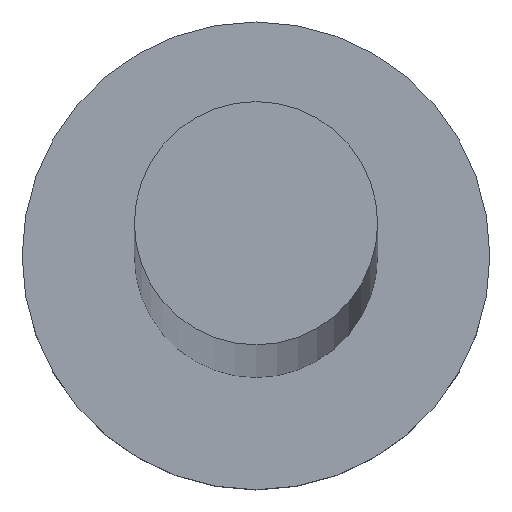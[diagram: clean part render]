
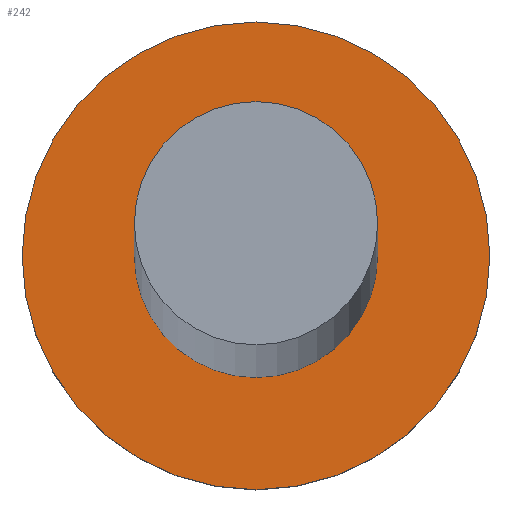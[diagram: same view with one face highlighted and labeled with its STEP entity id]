
A CAD part, top view. The second image highlights one B-rep face of the part: STEP entity #242.
In plain terms, the highlighted planar face has unit normal (0, 0, 1).
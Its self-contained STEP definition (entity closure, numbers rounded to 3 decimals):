
#2 = EDGE_LOOP ( 'NONE', ( #99, #198 ) ) ;
#3 = CARTESIAN_POINT ( 'NONE',  ( 5., 0., 3. ) ) ;
#10 = CIRCLE ( 'NONE', #121, 2.6 ) ;
#12 = FACE_OUTER_BOUND ( 'NONE', #2, .T. ) ;
#17 = EDGE_LOOP ( 'NONE', ( #35, #98 ) ) ;
#21 = AXIS2_PLACEMENT_3D ( 'NONE', #162, #104, #240 ) ;
#22 = DIRECTION ( 'NONE',  ( 1., 0., 0. ) ) ;
#35 = ORIENTED_EDGE ( 'NONE', *, *, #61, .F. ) ;
#42 = CARTESIAN_POINT ( 'NONE',  ( 0., 0., 3. ) ) ;
#55 = AXIS2_PLACEMENT_3D ( 'NONE', #42, #209, #123 ) ;
#61 = EDGE_CURVE ( 'NONE', #142, #155, #156, .T. ) ;
#74 = PLANE ( 'NONE',  #124 ) ;
#82 = DIRECTION ( 'NONE',  ( 0., 0., 1. ) ) ;
#89 = CARTESIAN_POINT ( 'NONE',  ( 0., 0., 3. ) ) ;
#98 = ORIENTED_EDGE ( 'NONE', *, *, #160, .F. ) ;
#99 = ORIENTED_EDGE ( 'NONE', *, *, #132, .T. ) ;
#104 = DIRECTION ( 'NONE',  ( 0., 0., 1. ) ) ;
#106 = DIRECTION ( 'NONE',  ( 1., 0., 0. ) ) ;
#111 = DIRECTION ( 'NONE',  ( 0., 0., 1. ) ) ;
#121 = AXIS2_PLACEMENT_3D ( 'NONE', #125, #128, #106 ) ;
#123 = DIRECTION ( 'NONE',  ( 1., 0., 0. ) ) ;
#124 = AXIS2_PLACEMENT_3D ( 'NONE', #89, #111, #228 ) ;
#125 = CARTESIAN_POINT ( 'NONE',  ( 0., 0., 3. ) ) ;
#128 = DIRECTION ( 'NONE',  ( 0., 0., 1. ) ) ;
#132 = EDGE_CURVE ( 'NONE', #255, #179, #247, .T. ) ;
#136 = EDGE_CURVE ( 'NONE', #179, #255, #168, .T. ) ;
#142 = VERTEX_POINT ( 'NONE', #227 ) ;
#155 = VERTEX_POINT ( 'NONE', #203 ) ;
#156 = CIRCLE ( 'NONE', #195, 2.6 ) ;
#160 = EDGE_CURVE ( 'NONE', #155, #142, #10, .T. ) ;
#162 = CARTESIAN_POINT ( 'NONE',  ( 0., 0., 3. ) ) ;
#167 = FACE_BOUND ( 'NONE', #17, .T. ) ;
#168 = CIRCLE ( 'NONE', #55, 5. ) ;
#179 = VERTEX_POINT ( 'NONE', #3 ) ;
#189 = CARTESIAN_POINT ( 'NONE',  ( -5., 0., 3. ) ) ;
#195 = AXIS2_PLACEMENT_3D ( 'NONE', #200, #82, #22 ) ;
#198 = ORIENTED_EDGE ( 'NONE', *, *, #136, .T. ) ;
#200 = CARTESIAN_POINT ( 'NONE',  ( 0., 0., 3. ) ) ;
#203 = CARTESIAN_POINT ( 'NONE',  ( 2.6, 0., 3. ) ) ;
#209 = DIRECTION ( 'NONE',  ( 0., 0., 1. ) ) ;
#227 = CARTESIAN_POINT ( 'NONE',  ( -2.6, 0., 3. ) ) ;
#228 = DIRECTION ( 'NONE',  ( 1., 0., 0. ) ) ;
#240 = DIRECTION ( 'NONE',  ( 1., 0., 0. ) ) ;
#242 = ADVANCED_FACE ( 'NONE', ( #167, #12 ), #74, .T. ) ;
#247 = CIRCLE ( 'NONE', #21, 5. ) ;
#255 = VERTEX_POINT ( 'NONE', #189 ) ;
